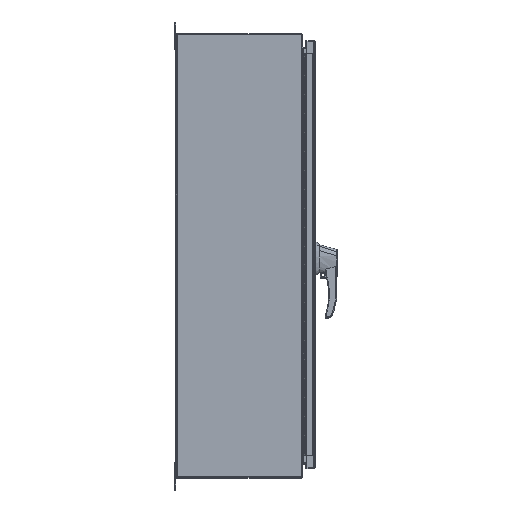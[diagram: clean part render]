
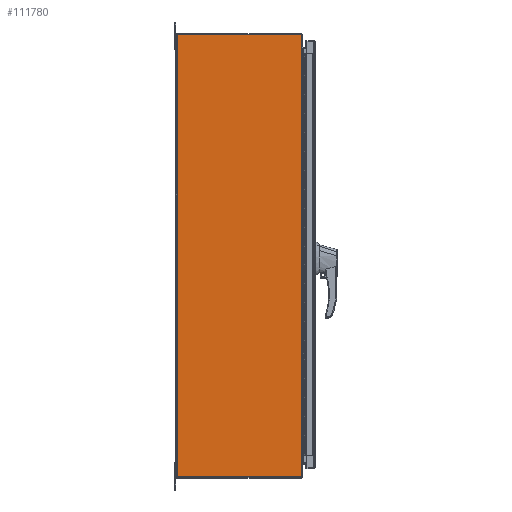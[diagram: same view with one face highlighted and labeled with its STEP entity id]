
A CAD part, top view. The second image highlights one B-rep face of the part: STEP entity #111780.
In plain terms, the highlighted face is planar.
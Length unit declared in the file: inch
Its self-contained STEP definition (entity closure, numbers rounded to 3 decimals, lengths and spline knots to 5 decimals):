
#4303 = CARTESIAN_POINT ( 'NONE',  ( -24., 0.0095, -20.905 ) ) ;
#4430 = LINE ( 'NONE', #130423, #26077 ) ;
#4969 = VERTEX_POINT ( 'NONE', #131353 ) ;
#7653 = VERTEX_POINT ( 'NONE', #143204 ) ;
#11973 = LINE ( 'NONE', #119916, #98545 ) ;
#19236 = CARTESIAN_POINT ( 'NONE',  ( -24., -11.762, -19.655 ) ) ;
#21768 = CARTESIAN_POINT ( 'NONE',  ( -24., -11.762, -19.625 ) ) ;
#25849 = ORIENTED_EDGE ( 'NONE', *, *, #94203, .F. ) ;
#26077 = VECTOR ( 'NONE', #130968, 39.37008 ) ;
#26580 = CARTESIAN_POINT ( 'NONE',  ( -24., -11.762, -19.625 ) ) ;
#31100 = VECTOR ( 'NONE', #68315, 39.37008 ) ;
#31665 = CARTESIAN_POINT ( 'NONE',  ( -24., -11.81, -19.655 ) ) ;
#33215 = CARTESIAN_POINT ( 'NONE',  ( -24., -0.048, 20.905 ) ) ;
#35566 = CARTESIAN_POINT ( 'NONE',  ( -24., -11.762, 19.655 ) ) ;
#36007 = ORIENTED_EDGE ( 'NONE', *, *, #66312, .T. ) ;
#36012 = ORIENTED_EDGE ( 'NONE', *, *, #115441, .F. ) ;
#37621 = CARTESIAN_POINT ( 'NONE',  ( -24., -11.81, -20.905 ) ) ;
#40056 = VECTOR ( 'NONE', #132917, 39.37008 ) ;
#40720 = EDGE_CURVE ( 'NONE', #96245, #7653, #62288, .T. ) ;
#42463 = ORIENTED_EDGE ( 'NONE', *, *, #100440, .F. ) ;
#42956 = VERTEX_POINT ( 'NONE', #64827 ) ;
#43286 = VERTEX_POINT ( 'NONE', #35566 ) ;
#43549 = VECTOR ( 'NONE', #77569, 39.37008 ) ;
#48510 = VECTOR ( 'NONE', #59576, 39.37008 ) ;
#48636 = ORIENTED_EDGE ( 'NONE', *, *, #136830, .F. ) ;
#51977 = EDGE_CURVE ( 'NONE', #43286, #159244, #132690, .T. ) ;
#57070 = CARTESIAN_POINT ( 'NONE',  ( -24., -0.048, -20.905 ) ) ;
#57426 = VECTOR ( 'NONE', #83150, 39.37008 ) ;
#58144 = DIRECTION ( 'NONE',  ( 0., 1., 0. ) ) ;
#59576 = DIRECTION ( 'NONE',  ( 0., 0., 1. ) ) ;
#61673 = LINE ( 'NONE', #57070, #40056 ) ;
#62288 = LINE ( 'NONE', #19236, #158645 ) ;
#63370 = VERTEX_POINT ( 'NONE', #33215 ) ;
#64827 = CARTESIAN_POINT ( 'NONE',  ( -24., -11.762, -19.625 ) ) ;
#66032 = EDGE_CURVE ( 'NONE', #63370, #4969, #92887, .T. ) ;
#66312 = EDGE_CURVE ( 'NONE', #7653, #42956, #155690, .T. ) ;
#67466 = EDGE_CURVE ( 'NONE', #4969, #159244, #155534, .T. ) ;
#68195 = ORIENTED_EDGE ( 'NONE', *, *, #51977, .T. ) ;
#68315 = DIRECTION ( 'NONE',  ( 0., 0., -1. ) ) ;
#70074 = ORIENTED_EDGE ( 'NONE', *, *, #67466, .F. ) ;
#72081 = DIRECTION ( 'NONE',  ( 0., 0., -1. ) ) ;
#72763 = VERTEX_POINT ( 'NONE', #91802 ) ;
#75936 = VERTEX_POINT ( 'NONE', #152750 ) ;
#77396 = PLANE ( 'NONE',  #129934 ) ;
#77569 = DIRECTION ( 'NONE',  ( 0., 0., 1. ) ) ;
#80048 = DIRECTION ( 'NONE',  ( 1., 0., 0. ) ) ;
#83150 = DIRECTION ( 'NONE',  ( 0., -1., 0. ) ) ;
#86054 = CARTESIAN_POINT ( 'NONE',  ( -24., -11.81, 19.655 ) ) ;
#86577 = VECTOR ( 'NONE', #126075, 39.37008 ) ;
#87141 = FACE_OUTER_BOUND ( 'NONE', #127970, .T. ) ;
#91802 = CARTESIAN_POINT ( 'NONE',  ( -24., -11.81, -20.905 ) ) ;
#92887 = LINE ( 'NONE', #160659, #57426 ) ;
#93990 = LINE ( 'NONE', #94128, #31100 ) ;
#94128 = CARTESIAN_POINT ( 'NONE',  ( -24., -11.762, -20.905 ) ) ;
#94203 = EDGE_CURVE ( 'NONE', #111913, #63370, #61673, .T. ) ;
#96245 = VERTEX_POINT ( 'NONE', #31665 ) ;
#98545 = VECTOR ( 'NONE', #72081, 39.37008 ) ;
#99297 = VECTOR ( 'NONE', #157402, 39.37008 ) ;
#100440 = EDGE_CURVE ( 'NONE', #72763, #111913, #4430, .T. ) ;
#105233 = CARTESIAN_POINT ( 'NONE',  ( -24., -11.762, 19.655 ) ) ;
#111780 = ADVANCED_FACE ( 'NONE', ( #87141 ), #77396, .F. ) ;
#111913 = VERTEX_POINT ( 'NONE', #116883 ) ;
#115441 = EDGE_CURVE ( 'NONE', #96245, #72763, #11973, .T. ) ;
#116883 = CARTESIAN_POINT ( 'NONE',  ( -24., -0.048, -20.905 ) ) ;
#119916 = CARTESIAN_POINT ( 'NONE',  ( -24., -11.81, -20.905 ) ) ;
#126075 = DIRECTION ( 'NONE',  ( 0., 0., -1. ) ) ;
#127970 = EDGE_LOOP ( 'NONE', ( #68195, #70074, #161001, #25849, #42463, #36012, #137559, #36007, #48636, #134161 ) ) ;
#129934 = AXIS2_PLACEMENT_3D ( 'NONE', #4303, #80048, #130657 ) ;
#130423 = CARTESIAN_POINT ( 'NONE',  ( -24., 0.095, -20.905 ) ) ;
#130657 = DIRECTION ( 'NONE',  ( 0., 1., 0. ) ) ;
#130968 = DIRECTION ( 'NONE',  ( 0., 1., 0. ) ) ;
#131353 = CARTESIAN_POINT ( 'NONE',  ( -24., -11.81, 20.905 ) ) ;
#132690 = LINE ( 'NONE', #105233, #99297 ) ;
#132917 = DIRECTION ( 'NONE',  ( 0., 0., 1. ) ) ;
#134161 = ORIENTED_EDGE ( 'NONE', *, *, #157060, .T. ) ;
#136830 = EDGE_CURVE ( 'NONE', #75936, #42956, #93990, .T. ) ;
#137559 = ORIENTED_EDGE ( 'NONE', *, *, #40720, .T. ) ;
#143204 = CARTESIAN_POINT ( 'NONE',  ( -24., -11.762, -19.655 ) ) ;
#146805 = LINE ( 'NONE', #21768, #48510 ) ;
#152750 = CARTESIAN_POINT ( 'NONE',  ( -24., -11.762, 19.625 ) ) ;
#155534 = LINE ( 'NONE', #37621, #86577 ) ;
#155690 = LINE ( 'NONE', #26580, #43549 ) ;
#157060 = EDGE_CURVE ( 'NONE', #75936, #43286, #146805, .T. ) ;
#157402 = DIRECTION ( 'NONE',  ( 0., -1., 0. ) ) ;
#158645 = VECTOR ( 'NONE', #58144, 39.37008 ) ;
#159244 = VERTEX_POINT ( 'NONE', #86054 ) ;
#160659 = CARTESIAN_POINT ( 'NONE',  ( -24., 0.095, 20.905 ) ) ;
#161001 = ORIENTED_EDGE ( 'NONE', *, *, #66032, .F. ) ;
